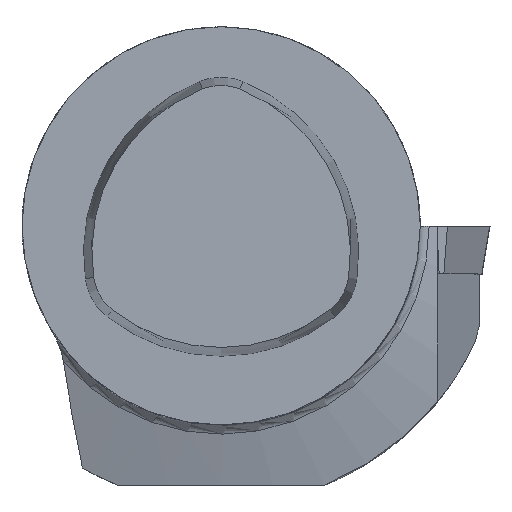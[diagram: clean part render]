
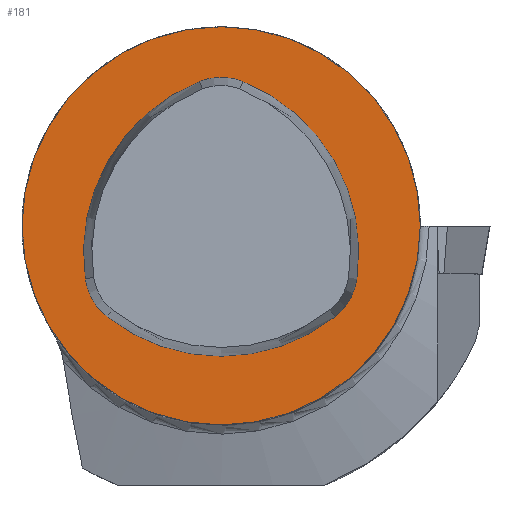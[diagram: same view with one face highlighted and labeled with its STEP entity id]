
A CAD part, top view. The second image highlights one B-rep face of the part: STEP entity #181.
In plain terms, the highlighted planar face has unit normal (0, 0, 1).
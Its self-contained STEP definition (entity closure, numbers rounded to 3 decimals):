
#112=FACE_BOUND('',#296,.T.);
#113=FACE_BOUND('',#297,.T.);
#140=PLANE('',#1109);
#181=ADVANCED_FACE('',(#112,#113),#140,.T.);
#296=EDGE_LOOP('',(#621));
#297=EDGE_LOOP('',(#622,#623,#624,#625,#626,#627));
#337=CIRCLE('',#1085,20.);
#345=CIRCLE('',#1103,5.9);
#346=CIRCLE('',#1104,18.5);
#347=CIRCLE('',#1105,5.9);
#348=CIRCLE('',#1106,18.5);
#349=CIRCLE('',#1107,5.9);
#350=CIRCLE('',#1108,18.5);
#621=ORIENTED_EDGE('',*,*,#905,.F.);
#622=ORIENTED_EDGE('',*,*,#928,.T.);
#623=ORIENTED_EDGE('',*,*,#929,.T.);
#624=ORIENTED_EDGE('',*,*,#930,.T.);
#625=ORIENTED_EDGE('',*,*,#931,.T.);
#626=ORIENTED_EDGE('',*,*,#932,.T.);
#627=ORIENTED_EDGE('',*,*,#933,.T.);
#807=VERTEX_POINT('',#1603);
#826=VERTEX_POINT('',#1659);
#827=VERTEX_POINT('',#1660);
#828=VERTEX_POINT('',#1662);
#829=VERTEX_POINT('',#1664);
#830=VERTEX_POINT('',#1666);
#831=VERTEX_POINT('',#1668);
#905=EDGE_CURVE('',#807,#807,#337,.T.);
#928=EDGE_CURVE('',#826,#827,#345,.T.);
#929=EDGE_CURVE('',#827,#828,#346,.T.);
#930=EDGE_CURVE('',#828,#829,#347,.T.);
#931=EDGE_CURVE('',#829,#830,#348,.T.);
#932=EDGE_CURVE('',#830,#831,#349,.T.);
#933=EDGE_CURVE('',#831,#826,#350,.T.);
#1085=AXIS2_PLACEMENT_3D('',#1602,#1254,#1255);
#1103=AXIS2_PLACEMENT_3D('',#1658,#1299,#1300);
#1104=AXIS2_PLACEMENT_3D('',#1661,#1301,#1302);
#1105=AXIS2_PLACEMENT_3D('',#1663,#1303,#1304);
#1106=AXIS2_PLACEMENT_3D('',#1665,#1305,#1306);
#1107=AXIS2_PLACEMENT_3D('',#1667,#1307,#1308);
#1108=AXIS2_PLACEMENT_3D('',#1669,#1309,#1310);
#1109=AXIS2_PLACEMENT_3D('',#1670,#1311,#1312);
#1254=DIRECTION('',(0.,0.,-1.));
#1255=DIRECTION('',(-1.,0.,0.));
#1299=DIRECTION('',(0.,0.,-1.));
#1300=DIRECTION('',(-1.,0.,0.));
#1301=DIRECTION('',(0.,0.,-1.));
#1302=DIRECTION('',(-1.,0.,0.));
#1303=DIRECTION('',(0.,0.,-1.));
#1304=DIRECTION('',(-1.,0.,0.));
#1305=DIRECTION('',(0.,0.,-1.));
#1306=DIRECTION('',(-1.,0.,0.));
#1307=DIRECTION('',(0.,0.,-1.));
#1308=DIRECTION('',(-1.,0.,0.));
#1309=DIRECTION('',(0.,0.,-1.));
#1310=DIRECTION('',(-1.,0.,0.));
#1311=DIRECTION('',(0.,0.,1.));
#1312=DIRECTION('',(-1.,0.,0.));
#1602=CARTESIAN_POINT('',(0.,0.,0.));
#1603=CARTESIAN_POINT('',(-20.,0.,0.));
#1658=CARTESIAN_POINT('',(0.,9.,0.));
#1659=CARTESIAN_POINT('',(-2.19,14.479,0.));
#1660=CARTESIAN_POINT('',(2.19,14.479,0.));
#1661=CARTESIAN_POINT('',(-4.677,-2.7,0.));
#1662=CARTESIAN_POINT('',(13.634,-5.343,0.));
#1663=CARTESIAN_POINT('',(7.794,-4.5,0.));
#1664=CARTESIAN_POINT('',(11.444,-9.136,0.));
#1665=CARTESIAN_POINT('',(0.,5.4,0.));
#1666=CARTESIAN_POINT('',(-11.444,-9.136,0.));
#1667=CARTESIAN_POINT('',(-7.794,-4.5,0.));
#1668=CARTESIAN_POINT('',(-13.634,-5.343,0.));
#1669=CARTESIAN_POINT('',(4.677,-2.7,0.));
#1670=CARTESIAN_POINT('',(0.,0.,0.));
